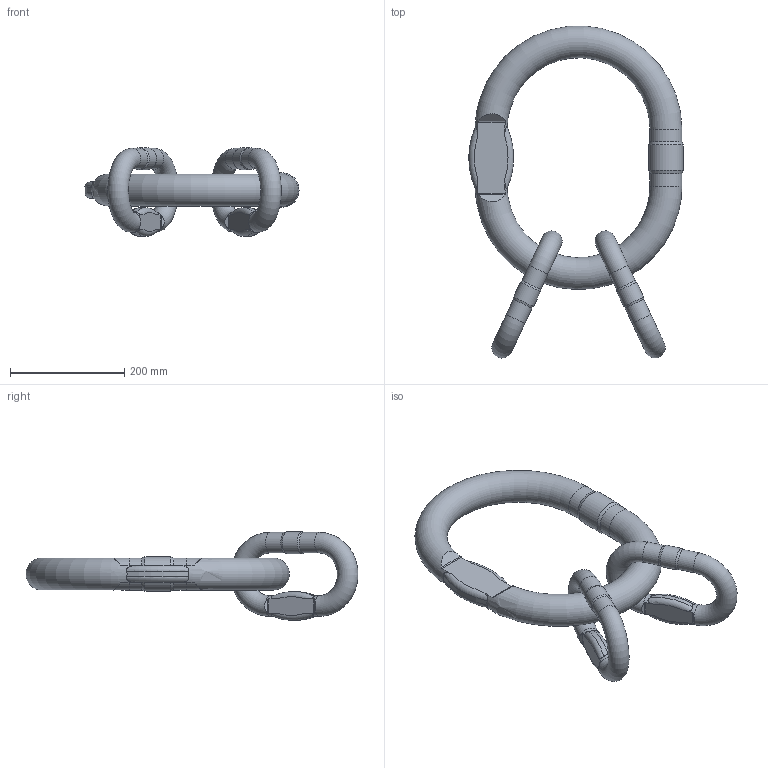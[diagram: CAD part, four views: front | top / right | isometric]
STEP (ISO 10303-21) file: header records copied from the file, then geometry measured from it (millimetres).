
FILE_DESCRIPTION(/* description */ (''),/* implementation_level */ '2;1');
FILE_NAME(/* name */ 'pewag_VMW_22',/* time_stamp */ '2010-02-23T15:01:56+01:00',/* author */ (''),/* organization */ (''),/* preprocessor_version */ 'ST-DEVELOPER v9',/* originating_system */ 'UGS - NX 4.0',/* authorisation */ '');
FILE_SCHEMA (('AUTOMOTIVE_DESIGN { 1 0 10303 214 1 1 1 1 }'));
Length unit declared in the file: millimetre
Products named in the file (1): ritB71Darnn
Bounding box: 375.19 x 581.48 x 155.47 mm (x, y, z)
Volume: 3916751.1 mm3; surface area: 331397.8 mm2
Topology: 3 solids, 3 shells, 85 faces, 247 edges, 162 vertices
Faces by surface type: cylinder 43, torus 18, plane 18, cone 6
Full cylindrical faces by diameter (mm): 36 x4, 38.7 x2, 56 x2, 60.2 x1
Entity records: 3184 total; most frequent: CARTESIAN_POINT 1110, ORIENTED_EDGE 444, DIRECTION 384, EDGE_CURVE 222, AXIS2_PLACEMENT_3D 168, VERTEX_POINT 158, EDGE_LOOP 106, B_SPLINE_CURVE_WITH_KNOTS 92
